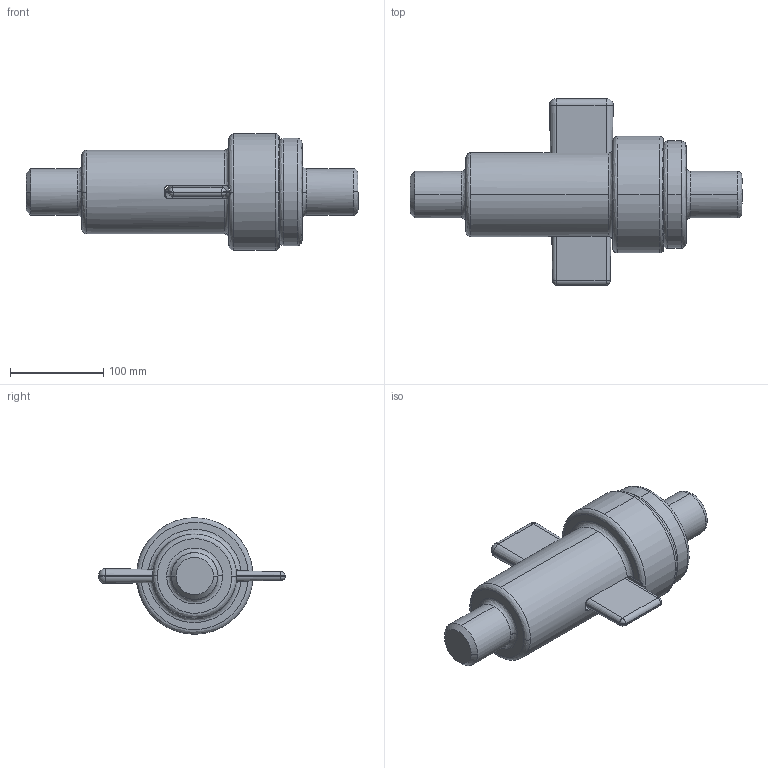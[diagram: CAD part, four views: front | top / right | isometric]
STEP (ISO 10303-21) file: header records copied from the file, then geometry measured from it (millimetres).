
FILE_DESCRIPTION (( 'STEP AP214' ), '1' );
FILE_NAME ('spigot_joint_STEPmodify.STEP', '2020-08-07T04:29:15', ( '' ), ( '' ), 'SwSTEP 2.0', 'SolidWorks 2016', '' );
FILE_SCHEMA (( 'AUTOMOTIVE_DESIGN' ));
Length unit declared in the file: millimetre
Products named in the file (4): SOCKET; spigot_joint_STEPmodify; SPIGOT; COTTER_SPIGOT
Assembly tree (3 placements, depth 2):
  spigot_joint_STEPmodify
    SOCKET
    SPIGOT
    COTTER_SPIGOT
Bounding box: 356 x 200 x 125 mm (x, y, z)
Volume: 2156402.9 mm3; surface area: 244429.5 mm2
Topology: 3 solids, 3 shells, 115 faces, 316 edges, 204 vertices
Faces by surface type: cylinder 38, plane 35, bspline 32, torus 4, cone 4, sphere 2
Entity records: 7446 total; most frequent: CARTESIAN_POINT 4643, ORIENTED_EDGE 628, DIRECTION 485, EDGE_CURVE 314, VERTEX_POINT 204, AXIS2_PLACEMENT_3D 191, EDGE_LOOP 120, ADVANCED_FACE 115
